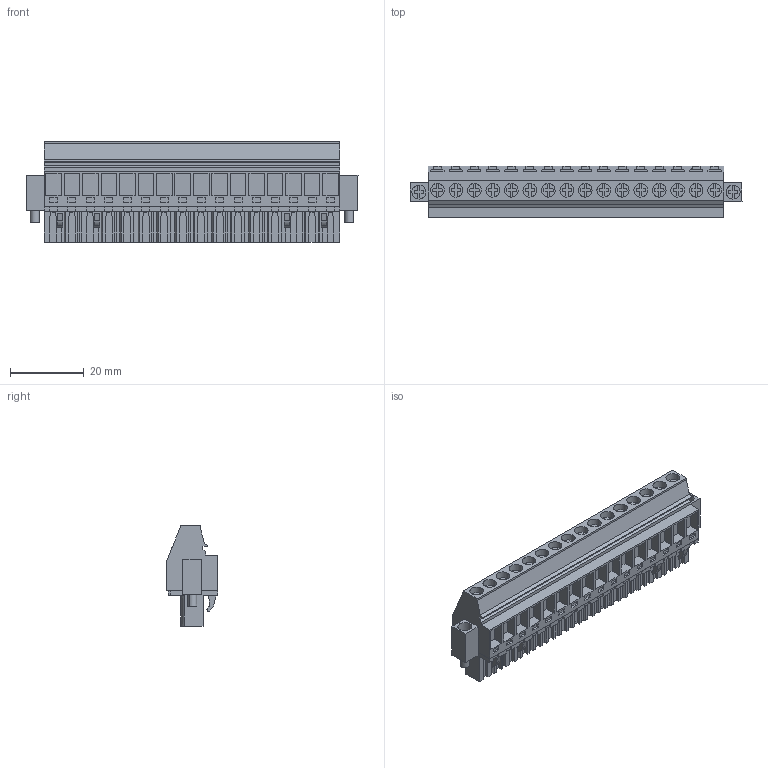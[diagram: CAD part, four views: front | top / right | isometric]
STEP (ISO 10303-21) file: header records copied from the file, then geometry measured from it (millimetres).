
FILE_DESCRIPTION(('CATIA V5 STEP Exchange','CAx-IF Rec.Pracs.--- Model Styling and Organization---1.4--- 2014-01-23'),'2;1');
FILE_NAME ('D1486051_0_1960580000_1960580000.stp','2021-05-18T06:51:51+00:00',('none'),('Weidmueller'),'CATIA Version 5-6 Release 2016 SP3 HF44','CATIA V5 STEP AP214','none');
FILE_SCHEMA(('AUTOMOTIVE_DESIGN { 1 0 10303 214 1 1 1 1 }'));
Length unit declared in the file: millimetre
Products named in the file (1): 1960580000
Bounding box: 89.8 x 14.05 x 27.2 mm (x, y, z)
Volume: 18653.3 mm3; surface area: 11304.2 mm2
Topology: 19 solids, 19 shells, 1119 faces, 3006 edges, 1996 vertices
Faces by surface type: plane 934, cylinder 162, extrusion 23
Entity records: 34089 total; most frequent: CARTESIAN_POINT 6738, ORIENTED_EDGE 6012, DIRECTION 4428, EDGE_CURVE 3006, VECTOR 2585, LINE 2562, VERTEX_POINT 1996, EDGE_LOOP 1198
